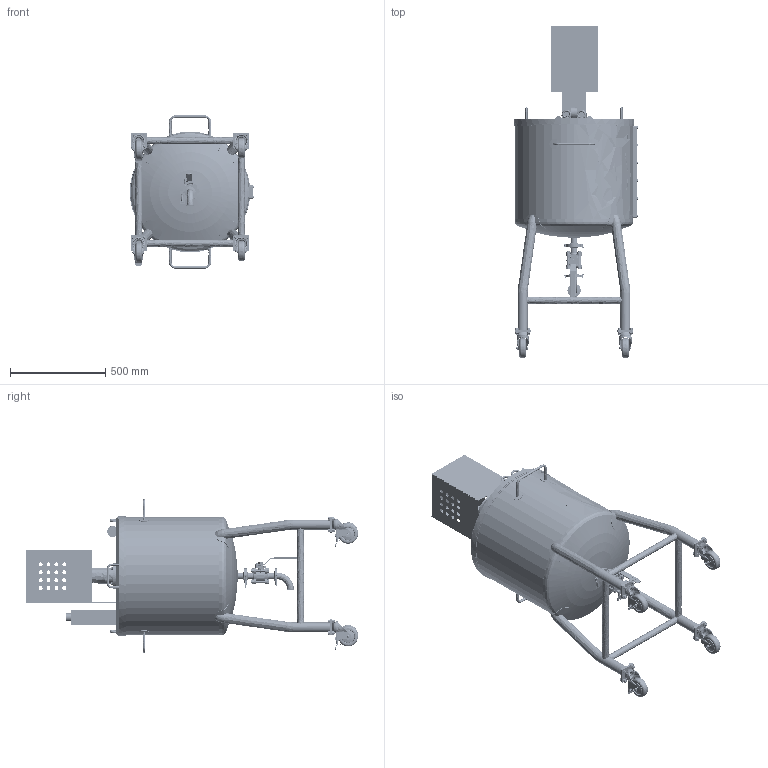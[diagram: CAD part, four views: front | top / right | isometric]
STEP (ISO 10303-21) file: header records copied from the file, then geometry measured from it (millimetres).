
FILE_DESCRIPTION(('FreeCAD Model'),'2;1');
FILE_NAME('Open CASCADE Shape Model','2025-04-29T17:52:50',('FreeCAD'),( 'FreeCAD'),'Open CASCADE STEP processor 7.6','FreeCAD','Unknown');
FILE_SCHEMA(('AUTOMOTIVE_DESIGN { 1 0 10303 214 1 1 1 1 }'));
Products named in the file (1): Open CASCADE STEP translator 7.6 1
Bounding box: 652.99 x 1742.86 x 805.52 mm (x, y, z)
Volume: 10767920.9 mm3; surface area: 7910724.2 mm2
Topology: 419 solids, 421 shells, 8242 faces, 21171 edges, 13876 vertices
Faces by surface type: bspline 8242
Entity records: 345910 total; most frequent: CARTESIAN_POINT 224713, ORIENTED_EDGE 41174, EDGE_CURVE 20707, VERTEX_POINT 13726, B_SPLINE_CURVE_WITH_KNOTS 13249, FACE_BOUND 9344, EDGE_LOOP 9197, ADVANCED_FACE 8235
